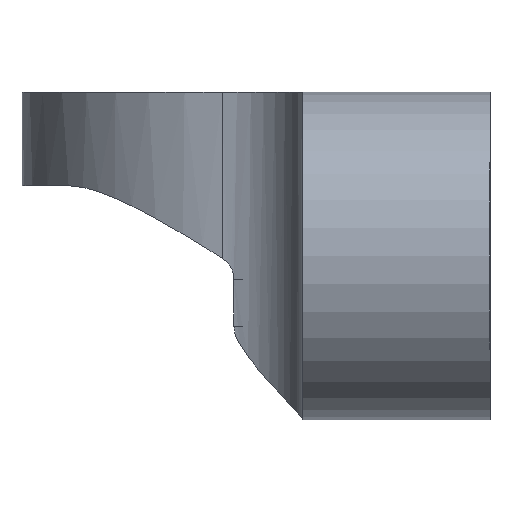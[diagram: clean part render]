
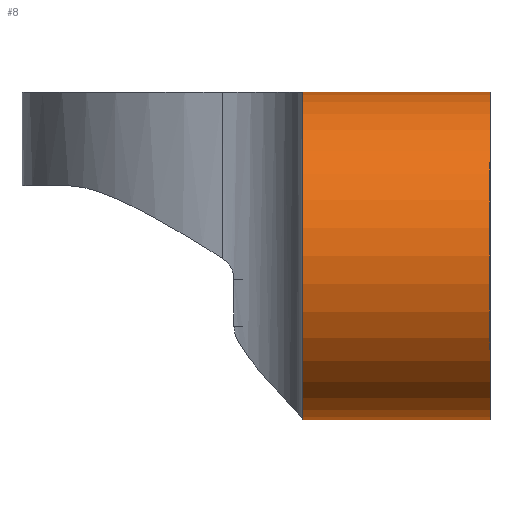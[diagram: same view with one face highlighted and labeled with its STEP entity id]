
A CAD part, left-side view. The second image highlights one B-rep face of the part: STEP entity #8.
In plain terms, the highlighted cylindrical face has radius 3.5 mm (diameter 7 mm), a partial arc.
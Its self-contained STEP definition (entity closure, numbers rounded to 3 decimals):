
#1 = DIRECTION ( 'NONE',  ( 0., -1., 0. ) ) ;
#3 = ORIENTED_EDGE ( 'NONE', *, *, #603, .F. ) ;
#4 = VECTOR ( 'NONE', #1, 1000. ) ;
#8 = ADVANCED_FACE ( 'NONE', ( #449 ), #9, .T. ) ;
#9 = CYLINDRICAL_SURFACE ( 'NONE', #536, 3.5 ) ;
#41 = DIRECTION ( 'NONE',  ( 0., -1., 0. ) ) ;
#45 = CARTESIAN_POINT ( 'NONE',  ( 0., 4., 3.5 ) ) ;
#47 = VERTEX_POINT ( 'NONE', #610 ) ;
#55 = VECTOR ( 'NONE', #41, 1000. ) ;
#59 = AXIS2_PLACEMENT_3D ( 'NONE', #516, #470, #228 ) ;
#94 = LINE ( 'NONE', #45, #4 ) ;
#107 = CIRCLE ( 'NONE', #468, 3.5 ) ;
#159 = DIRECTION ( 'NONE',  ( 0., 0., -1. ) ) ;
#177 = EDGE_CURVE ( 'NONE', #202, #245, #490, .T. ) ;
#202 = VERTEX_POINT ( 'NONE', #323 ) ;
#208 = ORIENTED_EDGE ( 'NONE', *, *, #478, .T. ) ;
#228 = DIRECTION ( 'NONE',  ( 0., 0., 1. ) ) ;
#245 = VERTEX_POINT ( 'NONE', #495 ) ;
#259 = EDGE_LOOP ( 'NONE', ( #510, #443, #3, #208 ) ) ;
#262 = DIRECTION ( 'NONE',  ( 0., 1., 0. ) ) ;
#298 = CARTESIAN_POINT ( 'NONE',  ( 0., 4., 0. ) ) ;
#311 = DIRECTION ( 'NONE',  ( 0., -1., 0. ) ) ;
#312 = EDGE_CURVE ( 'NONE', #47, #245, #94, .T. ) ;
#323 = CARTESIAN_POINT ( 'NONE',  ( 0., 0., -3.5 ) ) ;
#382 = CARTESIAN_POINT ( 'NONE',  ( 0., 4., 0. ) ) ;
#432 = CARTESIAN_POINT ( 'NONE',  ( 0., 4., -3.5 ) ) ;
#443 = ORIENTED_EDGE ( 'NONE', *, *, #312, .F. ) ;
#449 = FACE_OUTER_BOUND ( 'NONE', #259, .T. ) ;
#468 = AXIS2_PLACEMENT_3D ( 'NONE', #382, #262, #588 ) ;
#470 = DIRECTION ( 'NONE',  ( 0., 1., 0. ) ) ;
#478 = EDGE_CURVE ( 'NONE', #580, #202, #642, .T. ) ;
#490 = CIRCLE ( 'NONE', #59, 3.5 ) ;
#495 = CARTESIAN_POINT ( 'NONE',  ( 0., 0., 3.5 ) ) ;
#510 = ORIENTED_EDGE ( 'NONE', *, *, #177, .T. ) ;
#516 = CARTESIAN_POINT ( 'NONE',  ( 0., 0., 0. ) ) ;
#536 = AXIS2_PLACEMENT_3D ( 'NONE', #298, #311, #159 ) ;
#580 = VERTEX_POINT ( 'NONE', #432 ) ;
#583 = CARTESIAN_POINT ( 'NONE',  ( 0., 4., -3.5 ) ) ;
#588 = DIRECTION ( 'NONE',  ( 0., 0., 1. ) ) ;
#603 = EDGE_CURVE ( 'NONE', #580, #47, #107, .T. ) ;
#610 = CARTESIAN_POINT ( 'NONE',  ( 0., 4., 3.5 ) ) ;
#642 = LINE ( 'NONE', #583, #55 ) ;
